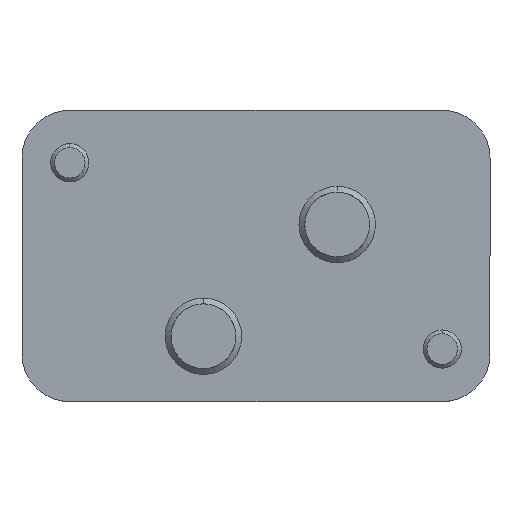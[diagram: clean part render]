
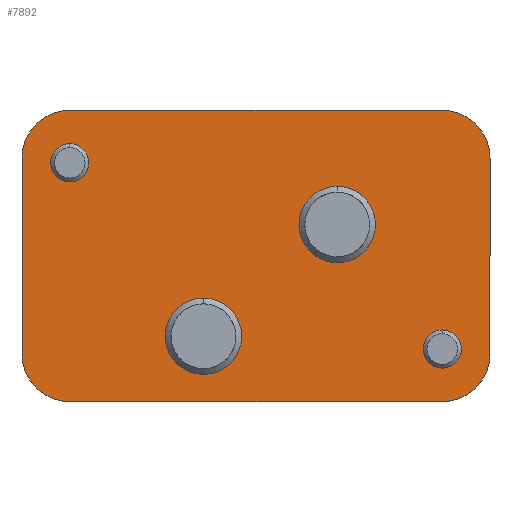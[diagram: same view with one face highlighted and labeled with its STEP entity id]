
A CAD part, top view. The second image highlights one B-rep face of the part: STEP entity #7892.
In plain terms, the highlighted planar face has unit normal (0, 0, 1).
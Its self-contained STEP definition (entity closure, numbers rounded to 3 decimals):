
#94 = CARTESIAN_POINT ( 'NONE',  ( -19.5, 10.25, 0. ) ) ;
#312 = CARTESIAN_POINT ( 'NONE',  ( -24.5, -10.25, 0. ) ) ;
#354 = VERTEX_POINT ( 'NONE', #6737 ) ;
#477 = VECTOR ( 'NONE', #5173, 1000. ) ;
#533 = EDGE_CURVE ( 'NONE', #8833, #4330, #5876, .T. ) ;
#969 = LINE ( 'NONE', #2877, #10526 ) ;
#978 = EDGE_LOOP ( 'NONE', ( #2256, #3757, #1822, #6499, #3966, #5319, #4916, #4137 ) ) ;
#1138 = VERTEX_POINT ( 'NONE', #1658 ) ;
#1491 = CARTESIAN_POINT ( 'NONE',  ( 19.5, 10.25, 0. ) ) ;
#1505 = DIRECTION ( 'NONE',  ( 0., 0., -1. ) ) ;
#1552 = DIRECTION ( 'NONE',  ( 1., 0., 0. ) ) ;
#1658 = CARTESIAN_POINT ( 'NONE',  ( 24.5, -10.25, 0. ) ) ;
#1684 = EDGE_CURVE ( 'NONE', #4330, #2730, #3628, .T. ) ;
#1705 = DIRECTION ( 'NONE',  ( -1., 0., 0. ) ) ;
#1707 = CIRCLE ( 'NONE', #6364, 5. ) ;
#1822 = ORIENTED_EDGE ( 'NONE', *, *, #8676, .F. ) ;
#2147 = CARTESIAN_POINT ( 'NONE',  ( 19.5, -10.25, 0. ) ) ;
#2256 = ORIENTED_EDGE ( 'NONE', *, *, #11740, .F. ) ;
#2310 = CARTESIAN_POINT ( 'NONE',  ( 24.5, 10.25, 0. ) ) ;
#2730 = VERTEX_POINT ( 'NONE', #2310 ) ;
#2792 = DIRECTION ( 'NONE',  ( 0., 0., -1. ) ) ;
#2871 = CARTESIAN_POINT ( 'NONE',  ( -19.5, -15.25, 0. ) ) ;
#2877 = CARTESIAN_POINT ( 'NONE',  ( 19.5, -15.25, 0. ) ) ;
#3220 = LINE ( 'NONE', #9275, #477 ) ;
#3346 = DIRECTION ( 'NONE',  ( 0., 0., 1. ) ) ;
#3628 = CIRCLE ( 'NONE', #11203, 5. ) ;
#3646 = CARTESIAN_POINT ( 'NONE',  ( -19.5, -10.25, 0. ) ) ;
#3757 = ORIENTED_EDGE ( 'NONE', *, *, #5700, .F. ) ;
#3900 = VECTOR ( 'NONE', #7601, 1000. ) ;
#3966 = ORIENTED_EDGE ( 'NONE', *, *, #7639, .F. ) ;
#4137 = ORIENTED_EDGE ( 'NONE', *, *, #533, .F. ) ;
#4320 = DIRECTION ( 'NONE',  ( 1., 0., 0. ) ) ;
#4330 = VERTEX_POINT ( 'NONE', #13145 ) ;
#4541 = EDGE_CURVE ( 'NONE', #354, #6821, #969, .T. ) ;
#4916 = ORIENTED_EDGE ( 'NONE', *, *, #1684, .F. ) ;
#5173 = DIRECTION ( 'NONE',  ( 0., -1., 0. ) ) ;
#5319 = ORIENTED_EDGE ( 'NONE', *, *, #12423, .F. ) ;
#5700 = EDGE_CURVE ( 'NONE', #8032, #12478, #9695, .T. ) ;
#5876 = LINE ( 'NONE', #12306, #8501 ) ;
#6150 = AXIS2_PLACEMENT_3D ( 'NONE', #94, #3346, #4320 ) ;
#6364 = AXIS2_PLACEMENT_3D ( 'NONE', #2147, #10616, #11523 ) ;
#6499 = ORIENTED_EDGE ( 'NONE', *, *, #4541, .F. ) ;
#6737 = CARTESIAN_POINT ( 'NONE',  ( 19.5, -15.25, 0. ) ) ;
#6783 = DIRECTION ( 'NONE',  ( 1., 0., 0. ) ) ;
#6821 = VERTEX_POINT ( 'NONE', #2871 ) ;
#7601 = DIRECTION ( 'NONE',  ( 0., 1., 0. ) ) ;
#7639 = EDGE_CURVE ( 'NONE', #1138, #354, #1707, .T. ) ;
#7713 = AXIS2_PLACEMENT_3D ( 'NONE', #3646, #1505, #1705 ) ;
#7892 = ADVANCED_FACE ( 'NONE', ( #9344 ), #13586, .T. ) ;
#7940 = CIRCLE ( 'NONE', #7713, 5. ) ;
#8032 = VERTEX_POINT ( 'NONE', #13183 ) ;
#8501 = VECTOR ( 'NONE', #6783, 1000. ) ;
#8676 = EDGE_CURVE ( 'NONE', #6821, #8032, #7940, .T. ) ;
#8833 = VERTEX_POINT ( 'NONE', #13298 ) ;
#9275 = CARTESIAN_POINT ( 'NONE',  ( 24.5, -10.25, 0. ) ) ;
#9344 = FACE_OUTER_BOUND ( 'NONE', #978, .T. ) ;
#9695 = LINE ( 'NONE', #312, #3900 ) ;
#9899 = CARTESIAN_POINT ( 'NONE',  ( -24.5, 10.25, 0. ) ) ;
#10526 = VECTOR ( 'NONE', #10560, 1000. ) ;
#10560 = DIRECTION ( 'NONE',  ( -1., 0., 0. ) ) ;
#10616 = DIRECTION ( 'NONE',  ( 0., 0., -1. ) ) ;
#10850 = CARTESIAN_POINT ( 'NONE',  ( -19.5, 10.25, 0. ) ) ;
#11063 = DIRECTION ( 'NONE',  ( 1., 0., 0. ) ) ;
#11128 = DIRECTION ( 'NONE',  ( 0., 0., -1. ) ) ;
#11203 = AXIS2_PLACEMENT_3D ( 'NONE', #1491, #2792, #1552 ) ;
#11523 = DIRECTION ( 'NONE',  ( 1., 0., 0. ) ) ;
#11740 = EDGE_CURVE ( 'NONE', #12478, #8833, #12550, .T. ) ;
#12306 = CARTESIAN_POINT ( 'NONE',  ( 19.5, 15.25, 0. ) ) ;
#12423 = EDGE_CURVE ( 'NONE', #2730, #1138, #3220, .T. ) ;
#12478 = VERTEX_POINT ( 'NONE', #9899 ) ;
#12550 = CIRCLE ( 'NONE', #13207, 5. ) ;
#13145 = CARTESIAN_POINT ( 'NONE',  ( 19.5, 15.25, 0. ) ) ;
#13183 = CARTESIAN_POINT ( 'NONE',  ( -24.5, -10.25, 0. ) ) ;
#13207 = AXIS2_PLACEMENT_3D ( 'NONE', #10850, #11128, #11063 ) ;
#13298 = CARTESIAN_POINT ( 'NONE',  ( -19.5, 15.25, 0. ) ) ;
#13586 = PLANE ( 'NONE',  #6150 ) ;
